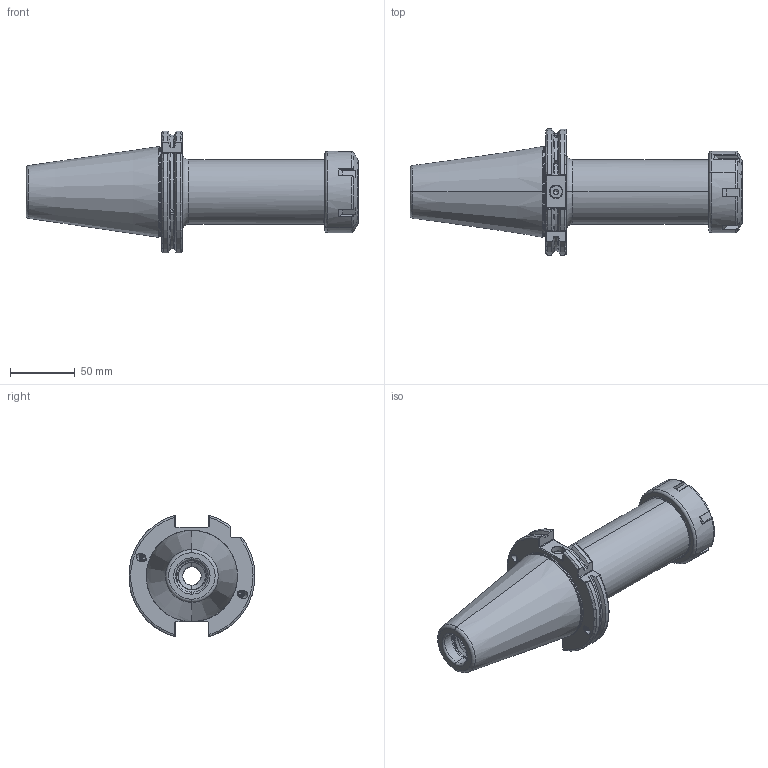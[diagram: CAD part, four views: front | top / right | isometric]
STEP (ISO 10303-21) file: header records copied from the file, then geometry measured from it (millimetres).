
FILE_DESCRIPTION (( 'STEP AP203' ), '1' );
FILE_NAME ('503.02.26.2.STEP', '2016-07-16T05:43:37', ( '' ), ( '' ), 'SwSTEP 2.0', 'SolidWorks 2012', '' );
FILE_SCHEMA (( 'CONFIG_CONTROL_DESIGN' ));
Length unit declared in the file: millimetre
Products named in the file (3): 503.02.26.2; 2-01.100.0400260C7_ER40螺帽(六溝)
Assembly tree (2 placements, depth 2):
  503.02.26.2
    503.02.26.2
    2-01.100.0400260C7_ER40螺帽(六溝)
Bounding box: 256.45 x 97.33 x 93.81 mm (x, y, z)
Volume: 550295.8 mm3; surface area: 91099.1 mm2
Topology: 2 solids, 2 shells, 445 faces, 1197 edges, 747 vertices
Faces by surface type: cylinder 174, plane 101, bspline 68, torus 63, cone 39
Entity records: 32757 total; most frequent: CARTESIAN_POINT 22790, ORIENTED_EDGE 2366, DIRECTION 1619, EDGE_CURVE 1183, VERTEX_POINT 747, AXIS2_PLACEMENT_3D 631, EDGE_LOOP 462, ADVANCED_FACE 445
